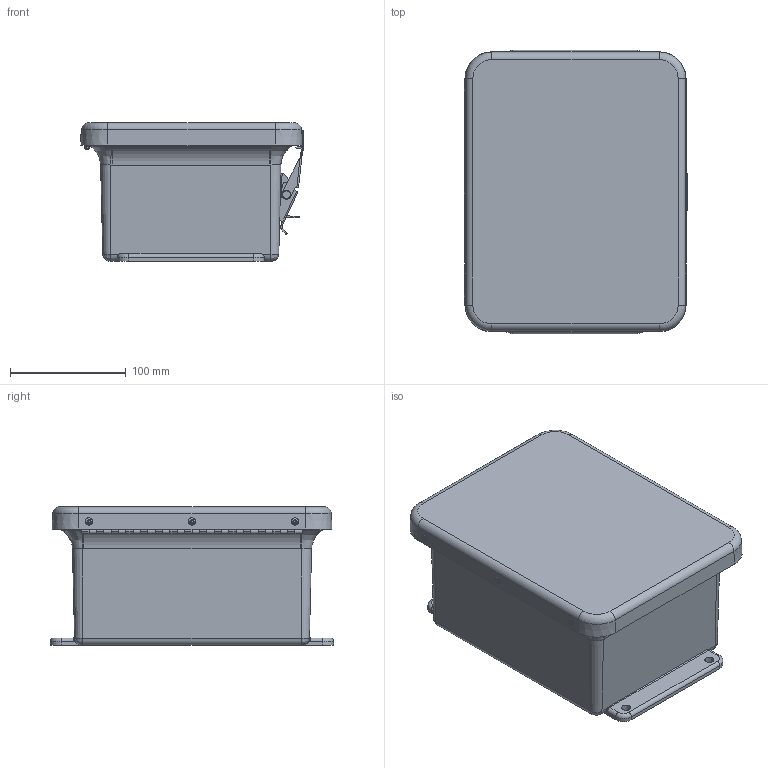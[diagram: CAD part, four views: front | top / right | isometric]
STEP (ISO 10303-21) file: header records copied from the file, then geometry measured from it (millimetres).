
FILE_DESCRIPTION(/* description */ (''),/* implementation_level */ '2;1');
FILE_NAME(/* name */ 'HW-J80604CHQR.stp',/* time_stamp */ '2014-03-14T08:09:01-05:00',/* author */ ('pmescher'),/* organization */ (''),/* preprocessor_version */ 'ST-DEVELOPER v15.2',/* originating_system */ 'Autodesk Inventor 2014',/* authorisation */ '');
FILE_SCHEMA (('AUTOMOTIVE_DESIGN { 1 0 10303 214 3 1 1 }'));
Length unit declared in the file: inch
Products named in the file (24): J806HL_4; RMINS45821P_243; RMINS45821P_244; RMINS45821P_245; RMINS45821P_246; J806BHL; RMHINGCOV7.5; RMHINGPIN7.5; RMHINGBOX7.5; RMHING7.5(J806); J806HLCVR; GASKET_806; WP806HLU; RMRIV43; RMRIV44; RMKEEPSSL; Anchor Plate; Locking Layer; Hook blade; Hinge Pin_Lower; Hinge Pin_Upper; RMLATPLSSL; J806HPL_STP
Bounding box: 193.17 x 244.47 x 119.76 mm (x, y, z)
Volume: 744140 mm3; surface area: 399117.3 mm2
Topology: 26 solids, 26 shells, 676 faces, 1687 edges, 1089 vertices
Faces by surface type: plane 277, cylinder 274, torus 52, cone 37, bspline 36
Full cylindrical faces by diameter (mm): 2.159 x31, 2.64 x4, 3.048 x1, 3.175 x10, 3.302 x2, 3.327 x6, 3.429 x9, 3.556 x12, 3.861 x5, 3.962 x7, 4.306 x2, 5.537 x4, 6.35 x6, 6.858 x4, 7.62 x2, 9.525 x1
Entity records: 20882 total; most frequent: CARTESIAN_POINT 4997, DIRECTION 3407, ORIENTED_EDGE 2956, EDGE_CURVE 1478, AXIS2_PLACEMENT_3D 1316, VERTEX_POINT 1007, EDGE_LOOP 885, LINE 775
